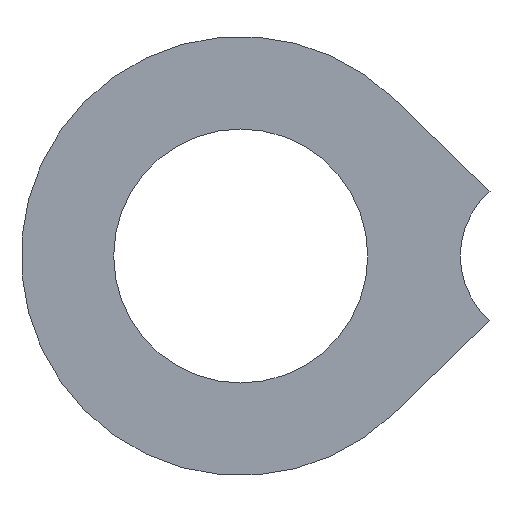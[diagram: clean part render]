
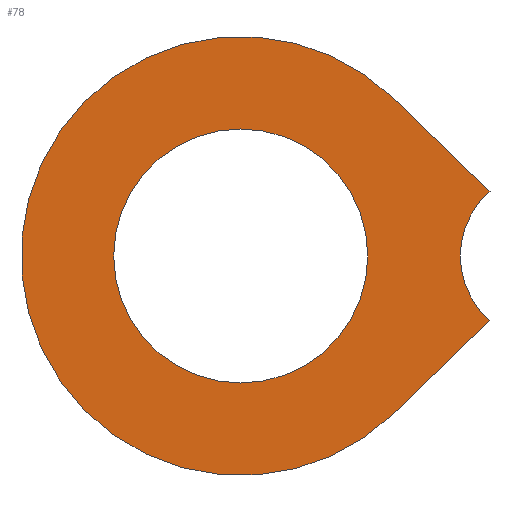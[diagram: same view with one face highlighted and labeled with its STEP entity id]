
A CAD part, front view. The second image highlights one B-rep face of the part: STEP entity #78.
In plain terms, the highlighted planar face has unit normal (0, -1, 0).
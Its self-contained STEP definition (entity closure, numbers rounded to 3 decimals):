
#78 = ADVANCED_FACE( '', ( #95, #96 ), #97, .T. );
#95 = FACE_OUTER_BOUND( '', #123, .T. );
#96 = FACE_BOUND( '', #124, .T. );
#97 = PLANE( '', #125 );
#123 = EDGE_LOOP( '', ( #163, #164, #165, #166 ) );
#124 = EDGE_LOOP( '', ( #167 ) );
#125 = AXIS2_PLACEMENT_3D( '', #168, #169, #170 );
#163 = ORIENTED_EDGE( '', *, *, #229, .T. );
#164 = ORIENTED_EDGE( '', *, *, #234, .T. );
#165 = ORIENTED_EDGE( '', *, *, #235, .T. );
#166 = ORIENTED_EDGE( '', *, *, #236, .T. );
#167 = ORIENTED_EDGE( '', *, *, #237, .T. );
#168 = CARTESIAN_POINT( '', ( 1., -6., 0. ) );
#169 = DIRECTION( '', ( 0., -1., 0. ) );
#170 = DIRECTION( '', ( 0., 0., -1. ) );
#229 = EDGE_CURVE( '', #249, #254, #256, .T. );
#234 = EDGE_CURVE( '', #254, #263, #265, .T. );
#235 = EDGE_CURVE( '', #263, #266, #267, .T. );
#236 = EDGE_CURVE( '', #266, #249, #268, .T. );
#237 = EDGE_CURVE( '', #269, #269, #270, .T. );
#249 = VERTEX_POINT( '', #287 );
#254 = VERTEX_POINT( '', #293 );
#256 = CIRCLE( '', #296, 7. );
#263 = VERTEX_POINT( '', #304 );
#265 = LINE( '', #307, #308 );
#266 = VERTEX_POINT( '', #309 );
#267 = CIRCLE( '', #310, 2.7 );
#268 = LINE( '', #311, #312 );
#269 = VERTEX_POINT( '', #313 );
#270 = CIRCLE( '', #314, 4.05 );
#287 = CARTESIAN_POINT( '', ( 5.863, -6., 5.035 ) );
#293 = CARTESIAN_POINT( '', ( 5.863, -6., -5.035 ) );
#296 = AXIS2_PLACEMENT_3D( '', #348, #349, #350 );
#304 = CARTESIAN_POINT( '', ( 8.949, -6., -2.055 ) );
#307 = CARTESIAN_POINT( '', ( 5.863, -6., -5.035 ) );
#308 = VECTOR( '', #359, 1000. );
#309 = CARTESIAN_POINT( '', ( 8.949, -6., 2.055 ) );
#310 = AXIS2_PLACEMENT_3D( '', #360, #361, #362 );
#311 = CARTESIAN_POINT( '', ( 5.863, -6., 5.035 ) );
#312 = VECTOR( '', #363, 1000. );
#313 = CARTESIAN_POINT( '', ( 5.05, -6., 0. ) );
#314 = AXIS2_PLACEMENT_3D( '', #364, #365, #366 );
#348 = CARTESIAN_POINT( '', ( 1., -6., 0. ) );
#349 = DIRECTION( '', ( 0., -1., 0. ) );
#350 = DIRECTION( '', ( 1., 0., 0. ) );
#359 = DIRECTION( '', ( 0.719, 0., 0.695 ) );
#360 = CARTESIAN_POINT( '', ( 10.7, -6., 0. ) );
#361 = DIRECTION( '', ( 0., 1., 0. ) );
#362 = DIRECTION( '', ( 1., 0., 0. ) );
#363 = DIRECTION( '', ( -0.719, 0., 0.695 ) );
#364 = CARTESIAN_POINT( '', ( 1., -6., 0. ) );
#365 = DIRECTION( '', ( 0., 1., 0. ) );
#366 = DIRECTION( '', ( 1., 0., 0. ) );
